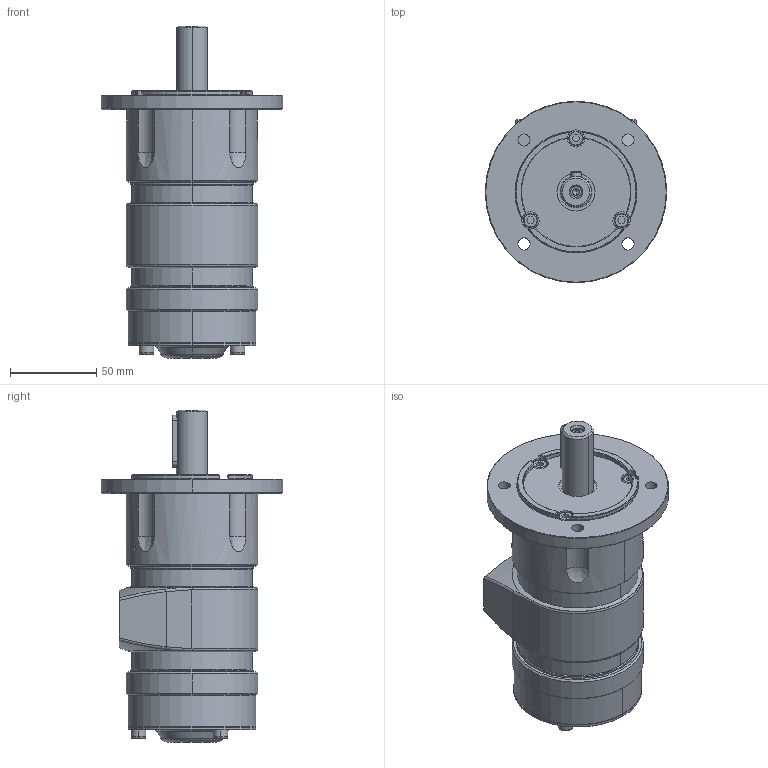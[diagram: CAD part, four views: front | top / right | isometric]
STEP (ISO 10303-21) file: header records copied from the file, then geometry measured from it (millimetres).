
FILE_DESCRIPTION((''),'2;1');
FILE_NAME('8411101030_SW0001','2024-03-01T00:31:17',('INEdipo'),(''),'CREO PARAMETRIC BY PTC INC, 2022414','CREO PARAMETRIC BY PTC INC, 2022414','');
FILE_SCHEMA(('AP242_MANAGED_MODEL_BASED_3D_ENGINEERING_MIM_LF { 1 0 10303 442 1 1 4 }'));
Length unit declared in the file: inch
Products named in the file (1): 8411101030_SW0001
Bounding box: 105 x 105 x 192 mm (x, y, z)
Volume: 700813 mm3; surface area: 68816.2 mm2
Topology: 3 solids, 4 shells, 351 faces, 864 edges, 539 vertices
Faces by surface type: cylinder 121, plane 105, cone 68, torus 29, bspline 20, sphere 8
Entity records: 16307 total; most frequent: CARTESIAN_POINT 5144, DIRECTION 1751, ORIENTED_EDGE 1692, EDGE_CURVE 846, AXIS2_PLACEMENT_3D 706, VERTEX_POINT 539, FILL_AREA_STYLE_COLOUR 433, FILL_AREA_STYLE 433
